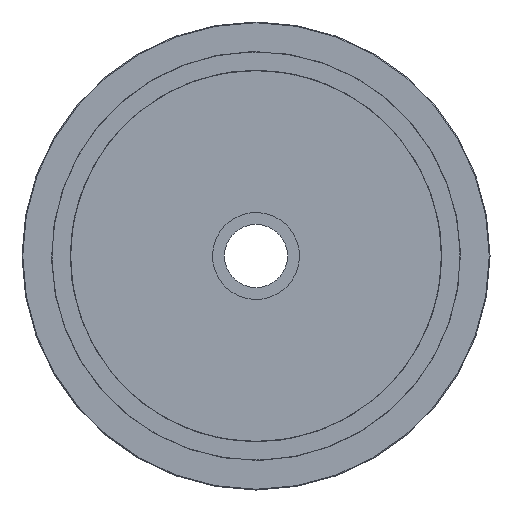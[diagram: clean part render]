
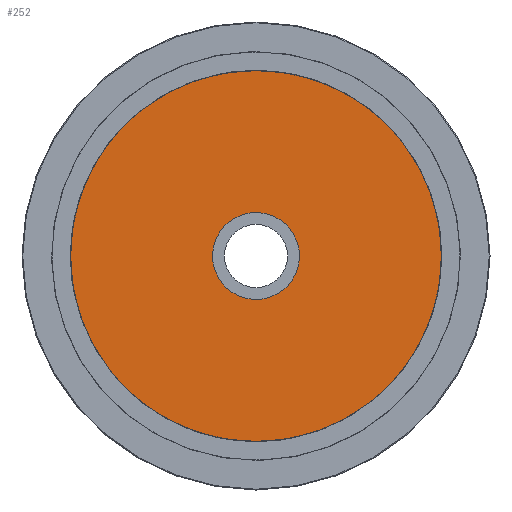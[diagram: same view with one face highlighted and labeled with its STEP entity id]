
A CAD part, front view. The second image highlights one B-rep face of the part: STEP entity #252.
In plain terms, the highlighted face is planar.
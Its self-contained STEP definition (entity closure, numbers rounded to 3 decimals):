
#43=FACE_BOUND('',#92,.T.);
#50=PLANE('',#356);
#71=FACE_OUTER_BOUND('',#91,.T.);
#91=EDGE_LOOP('',(#225));
#92=EDGE_LOOP('',(#226));
#129=CIRCLE('',#351,5.85);
#130=CIRCLE('',#353,25.);
#148=VERTEX_POINT('',#503);
#149=VERTEX_POINT('',#507);
#173=EDGE_CURVE('',#148,#148,#129,.T.);
#174=EDGE_CURVE('',#149,#149,#130,.T.);
#225=ORIENTED_EDGE('',*,*,#174,.T.);
#226=ORIENTED_EDGE('',*,*,#173,.T.);
#252=ADVANCED_FACE('',(#71,#43),#50,.T.);
#351=AXIS2_PLACEMENT_3D('',#505,#423,#424);
#353=AXIS2_PLACEMENT_3D('',#508,#427,#428);
#356=AXIS2_PLACEMENT_3D('',#513,#434,#435);
#423=DIRECTION('center_axis',(0.,0.,-1.));
#424=DIRECTION('ref_axis',(-1.,0.,0.));
#427=DIRECTION('center_axis',(0.,0.,1.));
#428=DIRECTION('ref_axis',(-1.,0.,0.));
#434=DIRECTION('center_axis',(0.,0.,1.));
#435=DIRECTION('ref_axis',(1.,0.,0.));
#503=CARTESIAN_POINT('',(5.85,0.,5.6));
#505=CARTESIAN_POINT('Origin',(0.,0.,5.6));
#507=CARTESIAN_POINT('',(25.,0.,5.6));
#508=CARTESIAN_POINT('Origin',(0.,0.,5.6));
#513=CARTESIAN_POINT('Origin',(0.,0.,5.6));
